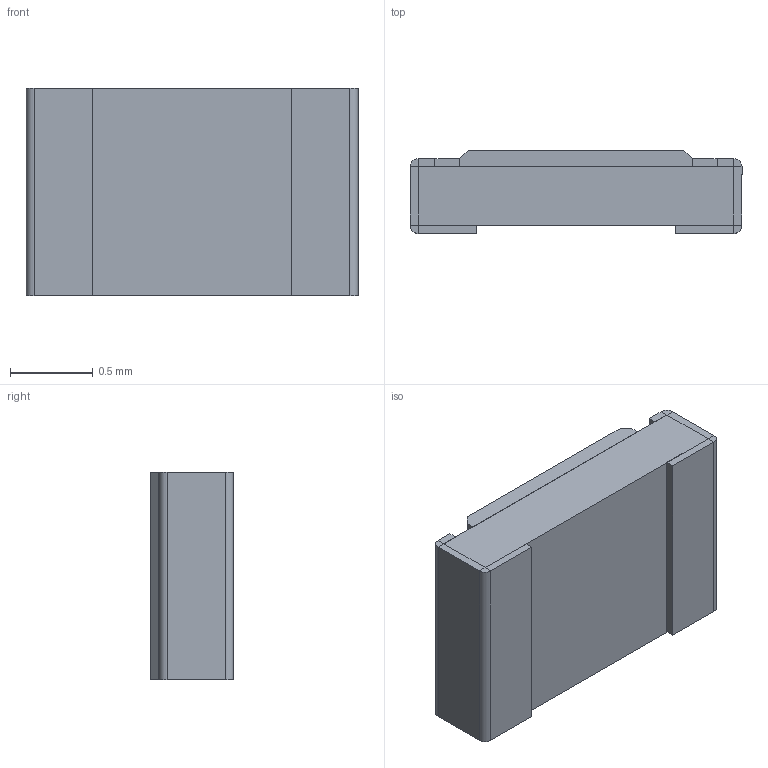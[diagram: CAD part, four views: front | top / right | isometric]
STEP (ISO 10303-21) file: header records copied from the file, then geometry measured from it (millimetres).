
FILE_DESCRIPTION (( 'STEP AP214' ), '1' );
FILE_NAME ('CR0805-2000.STEP', '2023-10-05T13:15:16', ( '' ), ( '' ), 'SwSTEP 2.0', 'SolidWorks 2023', '' );
FILE_SCHEMA (( 'AUTOMOTIVE_DESIGN' ));
Length unit declared in the file: millimetre
Products named in the file (1): CR0805-2000
Bounding box: 2 x 0.5 x 1.25 mm (x, y, z)
Volume: 1.1 mm3; surface area: 16.5 mm2
Topology: 4 solids, 4 shells, 106 faces, 241 edges, 150 vertices
Faces by surface type: plane 69, bspline 33, cylinder 4
Entity records: 6183 total; most frequent: CARTESIAN_POINT 2819, ORIENTED_EDGE 482, DIRECTION 331, EDGE_CURVE 241, LINE 167, VECTOR 167, VERTEX_POINT 150, EDGE_LOOP 113
